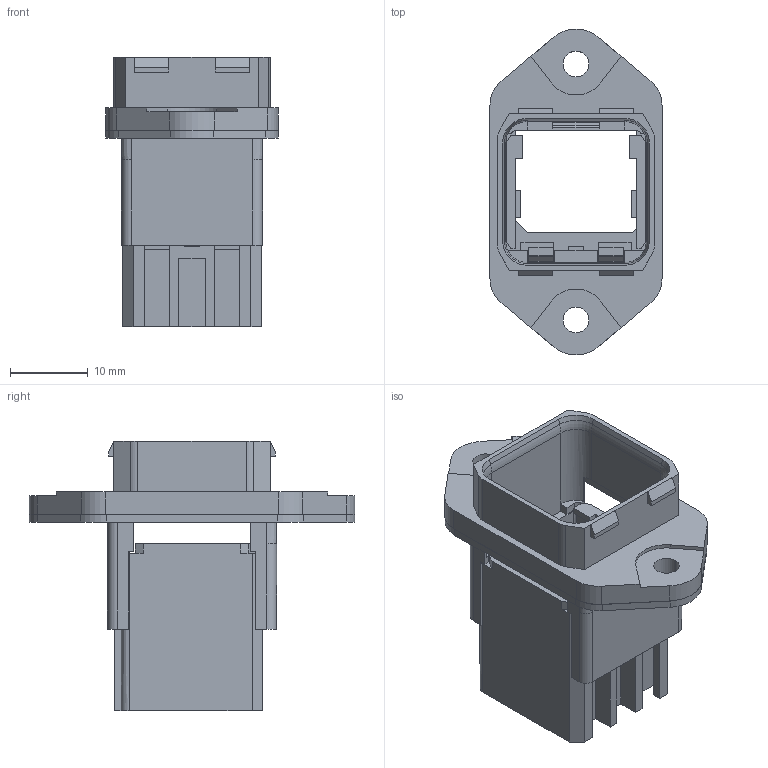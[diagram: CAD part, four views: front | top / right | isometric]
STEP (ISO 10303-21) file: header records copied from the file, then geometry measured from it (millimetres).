
FILE_DESCRIPTION(('CATIA V5 STEP Exchange','CAx-IF Rec.Pracs.--- Model Styling and Organization---1.4--- 2014-01-23'),'2;1');
FILE_NAME ('003214-4_0', '2020-04-23T08:21:24+00:00', ('none'), ('Weidmueller'), 'CATIA Version 5-6 Release 2016 SP3 HF44', 'CATIA V5 STEP AP214', 'none');
FILE_SCHEMA(('AUTOMOTIVE_DESIGN { 1 0 10303 214 1 1 1 1 }'));
Length unit declared in the file: millimetre
Products named in the file (1): 1011540000
Bounding box: 22.2 x 42 x 34.7 mm (x, y, z)
Volume: 5071.3 mm3; surface area: 8187.4 mm2
Topology: 3 solids, 3 shells, 378 faces, 1045 edges, 678 vertices
Faces by surface type: plane 270, cylinder 64, cone 24, torus 14, extrusion 6
Entity records: 11464 total; most frequent: CARTESIAN_POINT 2216, ORIENTED_EDGE 2090, DIRECTION 1582, EDGE_CURVE 1045, VECTOR 849, LINE 843, VERTEX_POINT 678, AXIS2_PLACEMENT_3D 457
